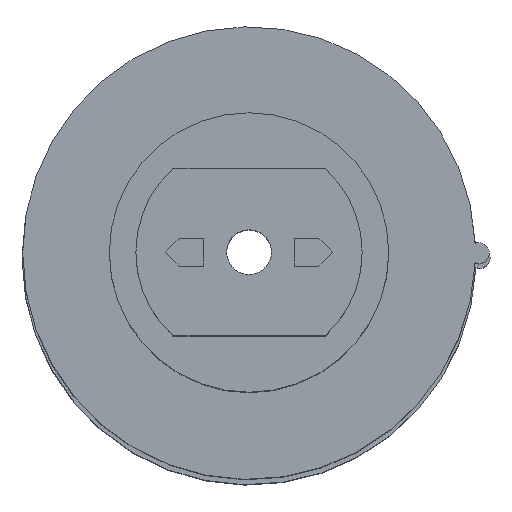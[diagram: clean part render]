
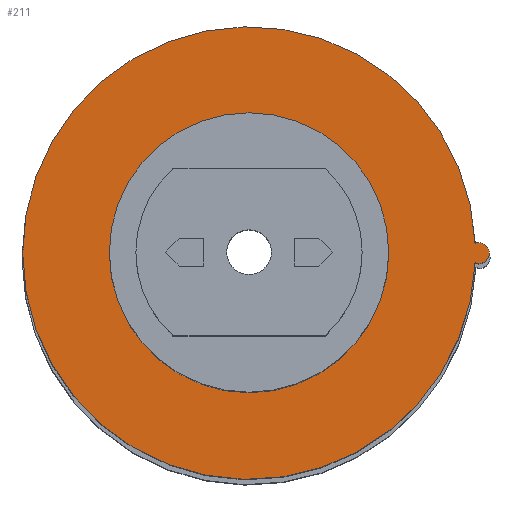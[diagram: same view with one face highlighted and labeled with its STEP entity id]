
A CAD part, top view. The second image highlights one B-rep face of the part: STEP entity #211.
In plain terms, the highlighted planar face has unit normal (0, 0, 1).
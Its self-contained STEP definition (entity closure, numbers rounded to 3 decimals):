
#211=ADVANCED_FACE('',(#453,#454),#455,.F.);
#453=FACE_OUTER_BOUND('',#726,.T.);
#454=FACE_BOUND('',#727,.T.);
#455=PLANE('',#728);
#726=EDGE_LOOP('',(#1279,#1280,#1281,#1282,#1283));
#727=EDGE_LOOP('',(#1284,#1285));
#728=AXIS2_PLACEMENT_3D('',#1286,#1287,#1288);
#1279=ORIENTED_EDGE('',*,*,#1597,.T.);
#1280=ORIENTED_EDGE('',*,*,#1602,.T.);
#1281=ORIENTED_EDGE('',*,*,#1764,.T.);
#1282=ORIENTED_EDGE('',*,*,#1760,.T.);
#1283=ORIENTED_EDGE('',*,*,#1633,.T.);
#1284=ORIENTED_EDGE('',*,*,#1765,.F.);
#1285=ORIENTED_EDGE('',*,*,#1766,.T.);
#1286=CARTESIAN_POINT('',(0.,0.,218.8));
#1287=DIRECTION('',(0.,0.,-1.0));
#1288=DIRECTION('',(1.0,0.,0.));
#1597=EDGE_CURVE('',#1899,#1897,#1900,.T.);
#1602=EDGE_CURVE('',#1897,#1905,#1908,.T.);
#1633=EDGE_CURVE('',#1954,#1899,#1957,.T.);
#1760=EDGE_CURVE('',#2138,#1954,#2139,.T.);
#1764=EDGE_CURVE('',#1905,#2138,#2144,.T.);
#1765=EDGE_CURVE('',#2145,#2146,#2147,.T.);
#1766=EDGE_CURVE('',#2145,#2146,#2148,.T.);
#1897=VERTEX_POINT('',#2373);
#1899=VERTEX_POINT('',#2376);
#1900=CIRCLE('',#2377,0.75);
#1905=VERTEX_POINT('',#2383);
#1908=CIRCLE('',#2387,0.75);
#1954=VERTEX_POINT('',#2471);
#1957=CIRCLE('',#2475,16.2);
#2138=VERTEX_POINT('',#2750);
#2139=CIRCLE('',#2751,16.2);
#2144=CIRCLE('',#2757,0.75);
#2145=VERTEX_POINT('',#2758);
#2146=VERTEX_POINT('',#2759);
#2147=CIRCLE('',#2760,10.);
#2148=CIRCLE('',#2761,10.);
#2373=CARTESIAN_POINT('',(16.45,-0.75,218.8));
#2376=CARTESIAN_POINT('',(16.185,-0.702,218.8));
#2377=AXIS2_PLACEMENT_3D('',#3003,#3004,#3005);
#2383=CARTESIAN_POINT('',(16.45,0.75,218.8));
#2387=AXIS2_PLACEMENT_3D('',#3011,#3012,#3013);
#2471=CARTESIAN_POINT('',(-16.2,0.,218.8));
#2475=AXIS2_PLACEMENT_3D('',#3059,#3060,#3061);
#2750=CARTESIAN_POINT('',(16.185,0.702,218.8));
#2751=AXIS2_PLACEMENT_3D('',#3238,#3239,#3240);
#2757=AXIS2_PLACEMENT_3D('',#3245,#3246,#3247);
#2758=CARTESIAN_POINT('',(-10.0,0.,218.8));
#2759=CARTESIAN_POINT('',(10.,0.,218.8));
#2760=AXIS2_PLACEMENT_3D('',#3248,#3249,#3250);
#2761=AXIS2_PLACEMENT_3D('',#3251,#3252,#3253);
#3003=CARTESIAN_POINT('',(16.45,0.,218.8));
#3004=DIRECTION('',(0.,0.,1.0));
#3005=DIRECTION('',(-0.354,-0.935,0.));
#3011=CARTESIAN_POINT('',(16.45,0.,218.8));
#3012=DIRECTION('',(0.,0.,1.0));
#3013=DIRECTION('',(-0.354,-0.935,0.));
#3059=CARTESIAN_POINT('',(0.,0.,218.8));
#3060=DIRECTION('',(0.,0.,1.0));
#3061=DIRECTION('',(0.999,0.043,0.));
#3238=CARTESIAN_POINT('',(0.,0.,218.8));
#3239=DIRECTION('',(0.,0.,1.0));
#3240=DIRECTION('',(0.999,0.043,0.));
#3245=CARTESIAN_POINT('',(16.45,0.,218.8));
#3246=DIRECTION('',(0.,0.,1.0));
#3247=DIRECTION('',(-0.354,-0.935,0.));
#3248=CARTESIAN_POINT('',(0.,0.,218.8));
#3249=DIRECTION('',(0.,0.,1.0));
#3250=DIRECTION('',(-1.0,0.,0.));
#3251=CARTESIAN_POINT('',(0.,0.,218.8));
#3252=DIRECTION('',(0.,0.,-1.0));
#3253=DIRECTION('',(-1.0,0.,0.));
